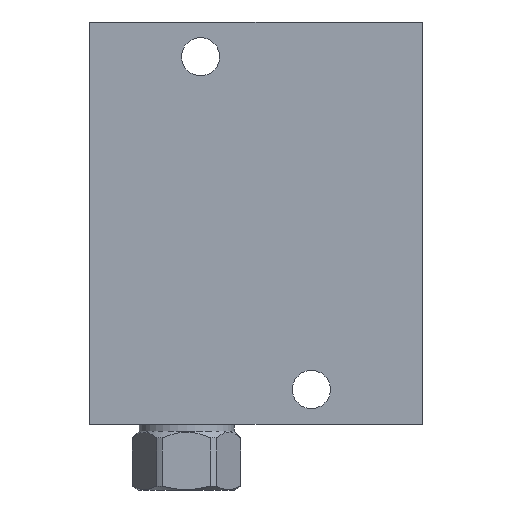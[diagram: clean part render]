
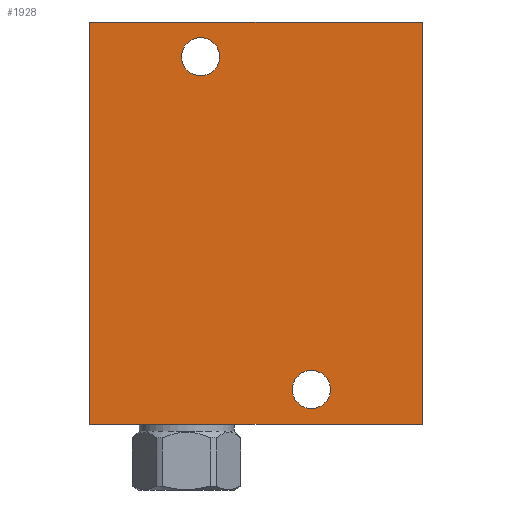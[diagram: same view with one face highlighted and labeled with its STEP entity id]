
A CAD part, front view. The second image highlights one B-rep face of the part: STEP entity #1928.
In plain terms, the highlighted planar face has unit normal (0, -1, 0).
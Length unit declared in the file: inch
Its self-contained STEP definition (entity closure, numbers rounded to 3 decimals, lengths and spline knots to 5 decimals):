
#5=DIRECTION('',(1.,0.,0.));
#6=VECTOR('',#5,3.);
#7=CARTESIAN_POINT('',(0.,-1.25,0.));
#8=LINE('',#7,#6);
#75=DIRECTION('',(0.,0.,1.));
#76=VECTOR('',#75,3.625);
#77=CARTESIAN_POINT('',(3.,-1.25,0.));
#78=LINE('',#77,#76);
#99=DIRECTION('',(0.,0.,1.));
#100=VECTOR('',#99,3.625);
#101=CARTESIAN_POINT('',(0.,-1.25,0.));
#102=LINE('',#101,#100);
#103=CARTESIAN_POINT('',(1.,-1.25,3.312));
#104=DIRECTION('',(0.,-1.,0.));
#105=DIRECTION('',(-1.,0.,0.));
#106=AXIS2_PLACEMENT_3D('',#103,#104,#105);
#108=CARTESIAN_POINT('',(1.,-1.25,3.312));
#109=DIRECTION('',(0.,-1.,0.));
#110=DIRECTION('',(1.,0.,0.));
#111=AXIS2_PLACEMENT_3D('',#108,#109,#110);
#113=CARTESIAN_POINT('',(2.,-1.25,0.312));
#114=DIRECTION('',(0.,-1.,0.));
#115=DIRECTION('',(-1.,0.,0.));
#116=AXIS2_PLACEMENT_3D('',#113,#114,#115);
#118=CARTESIAN_POINT('',(2.,-1.25,0.312));
#119=DIRECTION('',(0.,-1.,0.));
#120=DIRECTION('',(1.,0.,0.));
#121=AXIS2_PLACEMENT_3D('',#118,#119,#120);
#135=DIRECTION('',(1.,0.,0.));
#136=VECTOR('',#135,3.);
#137=CARTESIAN_POINT('',(0.,-1.25,3.625));
#138=LINE('',#137,#136);
#1592=CARTESIAN_POINT('',(0.,-1.25,0.));
#1594=VERTEX_POINT('',#1592);
#1595=CARTESIAN_POINT('',(3.,-1.25,0.));
#1596=VERTEX_POINT('',#1595);
#1600=CARTESIAN_POINT('',(0.,-1.25,3.625));
#1602=VERTEX_POINT('',#1600);
#1603=CARTESIAN_POINT('',(3.,-1.25,3.625));
#1604=VERTEX_POINT('',#1603);
#1711=CARTESIAN_POINT('',(0.828,-1.25,3.312));
#1712=CARTESIAN_POINT('',(1.172,-1.25,3.312));
#1713=VERTEX_POINT('',#1711);
#1714=VERTEX_POINT('',#1712);
#1719=CARTESIAN_POINT('',(1.828,-1.25,0.312));
#1720=CARTESIAN_POINT('',(2.172,-1.25,0.312));
#1721=VERTEX_POINT('',#1719);
#1722=VERTEX_POINT('',#1720);
#1904=CARTESIAN_POINT('',(0.,-1.25,0.));
#1905=DIRECTION('',(0.,-1.,0.));
#1906=DIRECTION('',(1.,0.,0.));
#1907=AXIS2_PLACEMENT_3D('',#1904,#1905,#1906);
#1908=PLANE('',#1907);
#1909=ORIENTED_EDGE('',*,*,#1810,.F.);
#1910=ORIENTED_EDGE('',*,*,#1835,.T.);
#1912=ORIENTED_EDGE('',*,*,#1911,.T.);
#1913=ORIENTED_EDGE('',*,*,#1884,.F.);
#1914=EDGE_LOOP('',(#1909,#1910,#1912,#1913));
#1915=FACE_OUTER_BOUND('',#1914,.F.);
#1917=ORIENTED_EDGE('',*,*,#1916,.T.);
#1919=ORIENTED_EDGE('',*,*,#1918,.T.);
#1920=EDGE_LOOP('',(#1917,#1919));
#1921=FACE_BOUND('',#1920,.F.);
#1923=ORIENTED_EDGE('',*,*,#1922,.T.);
#1925=ORIENTED_EDGE('',*,*,#1924,.T.);
#1926=EDGE_LOOP('',(#1923,#1925));
#1927=FACE_BOUND('',#1926,.F.);
#1928=ADVANCED_FACE('',(#1915,#1921,#1927),#1908,.T.);
#107=CIRCLE('',#106,0.172);
#112=CIRCLE('',#111,0.172);
#117=CIRCLE('',#116,0.172);
#122=CIRCLE('',#121,0.172);
#1810=EDGE_CURVE('',#1594,#1596,#8,.T.);
#1835=EDGE_CURVE('',#1594,#1602,#102,.T.);
#1884=EDGE_CURVE('',#1596,#1604,#78,.T.);
#1911=EDGE_CURVE('',#1602,#1604,#138,.T.);
#1916=EDGE_CURVE('',#1713,#1714,#107,.T.);
#1918=EDGE_CURVE('',#1714,#1713,#112,.T.);
#1922=EDGE_CURVE('',#1721,#1722,#117,.T.);
#1924=EDGE_CURVE('',#1722,#1721,#122,.T.);
